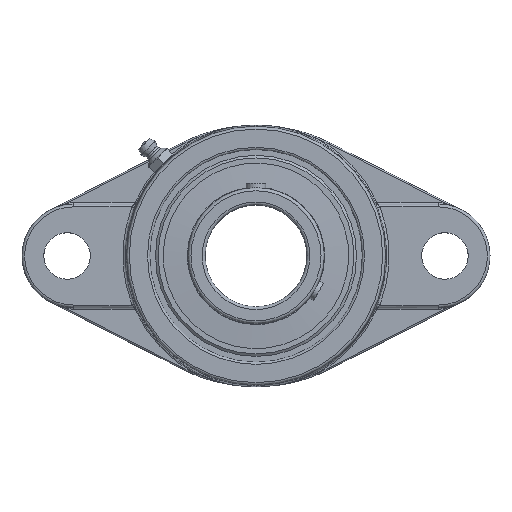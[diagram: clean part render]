
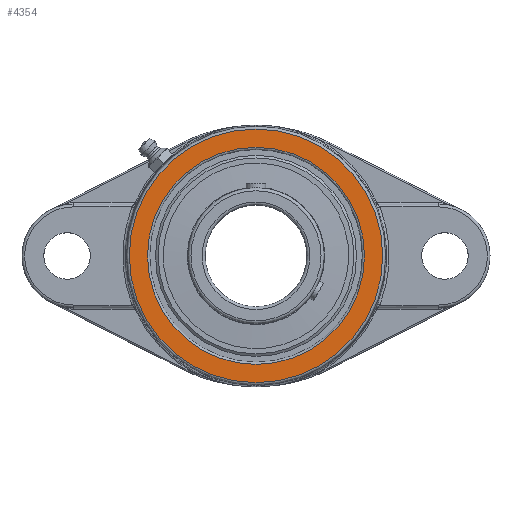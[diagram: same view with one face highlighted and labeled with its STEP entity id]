
A CAD part, top view. The second image highlights one B-rep face of the part: STEP entity #4354.
In plain terms, the highlighted planar face has unit normal (0, 0, 1).
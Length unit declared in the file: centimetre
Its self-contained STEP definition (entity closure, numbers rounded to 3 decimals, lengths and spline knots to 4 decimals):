
#4297=CARTESIAN_POINT('',(0.,4.3616,3.4));
#4298=VERTEX_POINT('',#4297);
#4325=CARTESIAN_POINT('',(0.,0.,3.4));
#4326=DIRECTION('',(-0.,0.,-1.));
#4327=DIRECTION('',(-0.,-1.,0.));
#4328=AXIS2_PLACEMENT_3D('',#4325,#4326,#4327);
#4329=CIRCLE('',#4328,4.3616);
#4330=EDGE_CURVE('',#4298,#4298,#4329,.T.);
#4335=CARTESIAN_POINT('',(-0.,-0.,3.4));
#4336=DIRECTION('',(0.,0.,1.));
#4337=DIRECTION('',(1.,0.,0.));
#4338=AXIS2_PLACEMENT_3D('',#4335,#4336,#4337);
#4339=PLANE('',#4338);
#4340=CARTESIAN_POINT('',(0.,-3.7333,3.4));
#4341=VERTEX_POINT('',#4340);
#4342=CARTESIAN_POINT('',(0.,0.,3.4));
#4343=DIRECTION('',(0.,-0.,1.));
#4344=DIRECTION('',(0.,1.,0.));
#4345=AXIS2_PLACEMENT_3D('',#4342,#4343,#4344);
#4346=CIRCLE('',#4345,3.7333);
#4347=EDGE_CURVE('',#4341,#4341,#4346,.T.);
#4348=ORIENTED_EDGE('',*,*,#4347,.F.);
#4349=EDGE_LOOP('',(#4348));
#4350=FACE_BOUND('',#4349,.T.);
#4351=ORIENTED_EDGE('',*,*,#4330,.F.);
#4352=EDGE_LOOP('',(#4351));
#4353=FACE_BOUND('',#4352,.T.);
#4354=ADVANCED_FACE('',(#4350,#4353),#4339,.T.);
